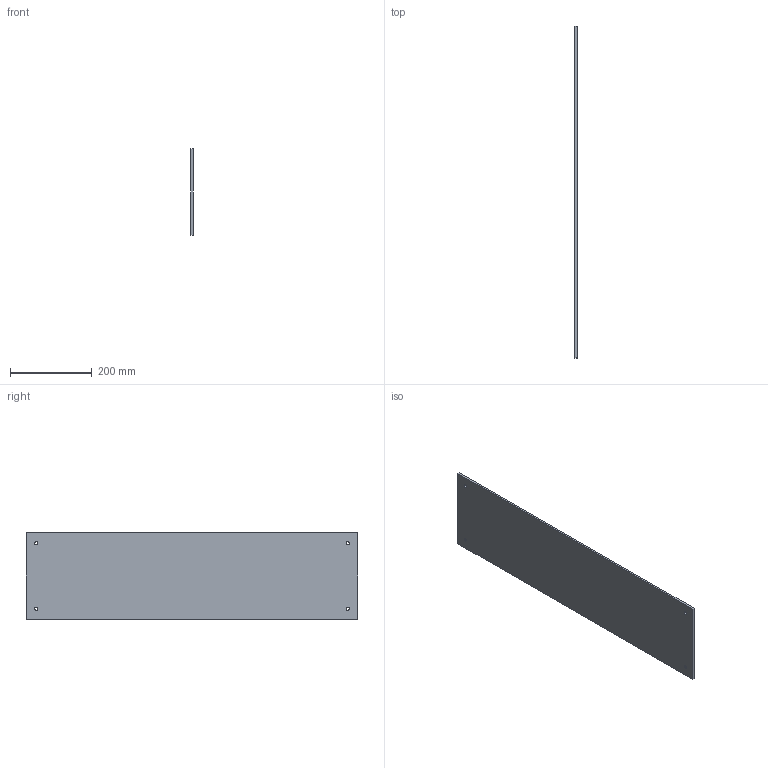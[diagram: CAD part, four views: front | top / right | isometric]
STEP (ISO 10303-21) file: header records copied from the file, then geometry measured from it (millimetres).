
FILE_DESCRIPTION((''),'2;1');
FILE_NAME('TDC_NECK_PLEXIGLAS_TOP','2021-11-18T11:22:50',('rein_je'),(''),'CREO PARAMETRIC BY PTC INC, 2019471','CREO PARAMETRIC BY PTC INC, 2019471','');
FILE_SCHEMA(('AUTOMOTIVE_DESIGN { 1 0 10303 214 1 1 1 1 }'));
Length unit declared in the file: millimetre
Products named in the file (1): TDC_NECK_PLEXIGLAS_TOP
Bounding box: 5 x 810 x 210 mm (x, y, z)
Volume: 849494.7 mm3; surface area: 350500.5 mm2
Topology: 1 solids, 1 shells, 14 faces, 49 edges, 50 vertices
Faces by surface type: cylinder 8, plane 6
Entity records: 925 total; most frequent: DIRECTION 109, CARTESIAN_POINT 101, ORIENTED_EDGE 72, PRESENTATION_STYLE_ASSIGNMENT 70, STYLED_ITEM 70, CURVE_STYLE 55, COLOUR_RGB 40, AXIS2_PLACEMENT_3D 38
